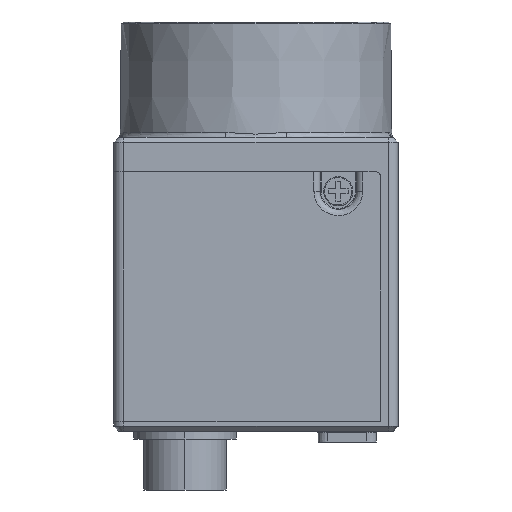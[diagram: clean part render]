
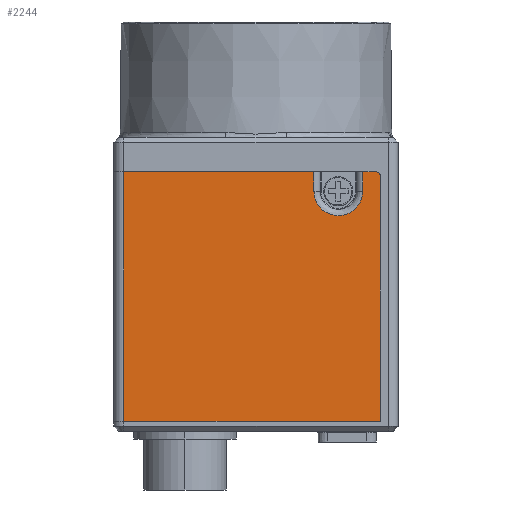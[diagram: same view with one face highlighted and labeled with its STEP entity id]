
A CAD part, left-side view. The second image highlights one B-rep face of the part: STEP entity #2244.
In plain terms, the highlighted planar face has unit normal (-1, 0, 0).
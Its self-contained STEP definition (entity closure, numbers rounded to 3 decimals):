
#99 = DIRECTION ( 'NONE',  ( 0., 0., 1. ) ) ;
#208 = EDGE_CURVE ( 'NONE', #8476, #13278, #13511, .T. ) ;
#379 = EDGE_CURVE ( 'NONE', #13245, #1081, #4128, .T. ) ;
#613 = ORIENTED_EDGE ( 'NONE', *, *, #7061, .F. ) ;
#707 = DIRECTION ( 'NONE',  ( 0., 0., -1. ) ) ;
#1081 = VERTEX_POINT ( 'NONE', #11829 ) ;
#1162 = DIRECTION ( 'NONE',  ( 0., -1., 0. ) ) ;
#1180 = LINE ( 'NONE', #5989, #15273 ) ;
#1416 = CARTESIAN_POINT ( 'NONE',  ( -14.5, -12.7, 8.882 ) ) ;
#1695 = CARTESIAN_POINT ( 'NONE',  ( -14.5, -5.915, 7.382 ) ) ;
#1797 = CARTESIAN_POINT ( 'NONE',  ( -14.5, -10.885, 7.382 ) ) ;
#1934 = DIRECTION ( 'NONE',  ( 0., 0., 1. ) ) ;
#2244 = ADVANCED_FACE ( 'NONE', ( #11775 ), #9166, .F. ) ;
#2625 = CARTESIAN_POINT ( 'NONE',  ( -14.5, -12.5, -16.118 ) ) ;
#2725 = CARTESIAN_POINT ( 'NONE',  ( -14.5, -5.915, 9.382 ) ) ;
#2797 = ORIENTED_EDGE ( 'NONE', *, *, #9001, .F. ) ;
#2952 = DIRECTION ( 'NONE',  ( 0., 0., -1. ) ) ;
#3121 = LINE ( 'NONE', #14997, #4448 ) ;
#3319 = VECTOR ( 'NONE', #3871, 1000. ) ;
#3871 = DIRECTION ( 'NONE',  ( 0., 0., -1. ) ) ;
#4128 = LINE ( 'NONE', #8964, #5557 ) ;
#4448 = VECTOR ( 'NONE', #1934, 1000. ) ;
#4474 = CARTESIAN_POINT ( 'NONE',  ( -14.5, -5.915, 7.382 ) ) ;
#4488 = CARTESIAN_POINT ( 'NONE',  ( -14.5, -12.2, 9.382 ) ) ;
#4557 = EDGE_CURVE ( 'NONE', #1081, #8476, #7452, .T. ) ;
#4590 = EDGE_LOOP ( 'NONE', ( #2797, #7540, #12491, #8217, #613, #4730, #14890, #7776, #12902 ) ) ;
#4661 = VECTOR ( 'NONE', #6166, 1000. ) ;
#4730 = ORIENTED_EDGE ( 'NONE', *, *, #5425, .F. ) ;
#5161 = CARTESIAN_POINT ( 'NONE',  ( -14.5, 13.5, 9.132 ) ) ;
#5425 = EDGE_CURVE ( 'NONE', #8083, #10941, #13274, .T. ) ;
#5434 = DIRECTION ( 'NONE',  ( 1., 0., 0. ) ) ;
#5557 = VECTOR ( 'NONE', #2952, 1000. ) ;
#5794 = VERTEX_POINT ( 'NONE', #2725 ) ;
#5906 = VERTEX_POINT ( 'NONE', #1695 ) ;
#5989 = CARTESIAN_POINT ( 'NONE',  ( -14.5, -12.5, 9.382 ) ) ;
#6098 = CARTESIAN_POINT ( 'NONE',  ( -14.5, -10.885, 9.382 ) ) ;
#6166 = DIRECTION ( 'NONE',  ( 0., 1., 0. ) ) ;
#6383 = VECTOR ( 'NONE', #1162, 1000. ) ;
#6825 = EDGE_CURVE ( 'NONE', #7642, #8083, #3121, .T. ) ;
#7061 = EDGE_CURVE ( 'NONE', #10941, #13245, #9150, .T. ) ;
#7452 = LINE ( 'NONE', #2625, #4661 ) ;
#7540 = ORIENTED_EDGE ( 'NONE', *, *, #208, .F. ) ;
#7619 = DIRECTION ( 'NONE',  ( 1., 0., 0. ) ) ;
#7642 = VERTEX_POINT ( 'NONE', #8513 ) ;
#7666 = CARTESIAN_POINT ( 'NONE',  ( -14.5, 13.5, 9.382 ) ) ;
#7776 = ORIENTED_EDGE ( 'NONE', *, *, #13678, .F. ) ;
#8083 = VERTEX_POINT ( 'NONE', #6098 ) ;
#8217 = ORIENTED_EDGE ( 'NONE', *, *, #379, .F. ) ;
#8346 = VECTOR ( 'NONE', #99, 1000. ) ;
#8476 = VERTEX_POINT ( 'NONE', #14659 ) ;
#8513 = CARTESIAN_POINT ( 'NONE',  ( -14.5, -10.885, 7.382 ) ) ;
#8964 = CARTESIAN_POINT ( 'NONE',  ( -14.5, -12.7, 9.132 ) ) ;
#9001 = EDGE_CURVE ( 'NONE', #13278, #5794, #1180, .T. ) ;
#9150 = CIRCLE ( 'NONE', #14975, 0.5 ) ;
#9166 = PLANE ( 'NONE',  #14309 ) ;
#9306 = CARTESIAN_POINT ( 'NONE',  ( -14.5, -5.915, 2.412 ) ) ;
#10836 = DIRECTION ( 'NONE',  ( 0., -1., 0. ) ) ;
#10892 = CARTESIAN_POINT ( 'NONE',  ( -14.5, -12.5, 9.382 ) ) ;
#10941 = VERTEX_POINT ( 'NONE', #4488 ) ;
#11343 = DIRECTION ( 'NONE',  ( 0., 0., -1. ) ) ;
#11775 = FACE_OUTER_BOUND ( 'NONE', #4590, .T. ) ;
#11829 = CARTESIAN_POINT ( 'NONE',  ( -14.5, -12.7, -16.118 ) ) ;
#11865 =( BOUNDED_CURVE ( )  B_SPLINE_CURVE ( 3, ( #4474, #9306, #14140, #1797 ),
 .UNSPECIFIED., .F., .F. ) 
 B_SPLINE_CURVE_WITH_KNOTS ( ( 4, 4 ),
 ( 0., 1. ),
 .UNSPECIFIED. ) 
 CURVE ( )  GEOMETRIC_REPRESENTATION_ITEM ( )  RATIONAL_B_SPLINE_CURVE ( ( 1., 0.333, 0.333, 1. ) ) 
 REPRESENTATION_ITEM ( '' )  );
#12029 = CARTESIAN_POINT ( 'NONE',  ( -14.5, -5.915, 9.132 ) ) ;
#12165 = EDGE_CURVE ( 'NONE', #5794, #5906, #14728, .T. ) ;
#12445 = CARTESIAN_POINT ( 'NONE',  ( -14.5, -12.2, 8.882 ) ) ;
#12491 = ORIENTED_EDGE ( 'NONE', *, *, #4557, .F. ) ;
#12654 = CARTESIAN_POINT ( 'NONE',  ( -14.5, -12.5, 9.132 ) ) ;
#12902 = ORIENTED_EDGE ( 'NONE', *, *, #12165, .F. ) ;
#13245 = VERTEX_POINT ( 'NONE', #1416 ) ;
#13274 = LINE ( 'NONE', #10892, #6383 ) ;
#13278 = VERTEX_POINT ( 'NONE', #7666 ) ;
#13511 = LINE ( 'NONE', #5161, #8346 ) ;
#13678 = EDGE_CURVE ( 'NONE', #5906, #7642, #11865, .T. ) ;
#14140 = CARTESIAN_POINT ( 'NONE',  ( -14.5, -10.885, 2.412 ) ) ;
#14309 = AXIS2_PLACEMENT_3D ( 'NONE', #12654, #5434, #707 ) ;
#14659 = CARTESIAN_POINT ( 'NONE',  ( -14.5, 13.5, -16.118 ) ) ;
#14728 = LINE ( 'NONE', #12029, #3319 ) ;
#14890 = ORIENTED_EDGE ( 'NONE', *, *, #6825, .F. ) ;
#14975 = AXIS2_PLACEMENT_3D ( 'NONE', #12445, #7619, #11343 ) ;
#14997 = CARTESIAN_POINT ( 'NONE',  ( -14.5, -10.885, 9.132 ) ) ;
#15273 = VECTOR ( 'NONE', #10836, 1000. ) ;
